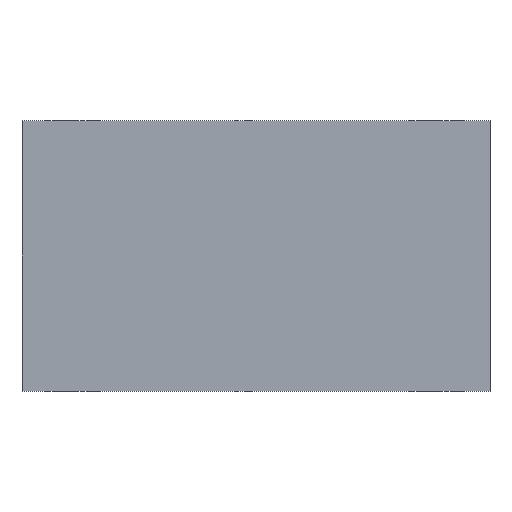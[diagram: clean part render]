
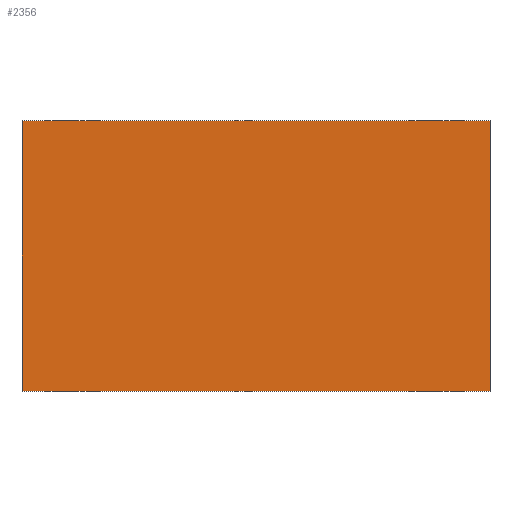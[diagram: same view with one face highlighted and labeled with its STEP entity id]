
A CAD part, front view. The second image highlights one B-rep face of the part: STEP entity #2356.
In plain terms, the highlighted planar face has unit normal (0, -1, 0).
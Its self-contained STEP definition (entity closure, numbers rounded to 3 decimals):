
#181=LINE('',#3524,#344);
#193=LINE('',#3565,#356);
#196=LINE('',#3858,#359);
#198=LINE('',#3867,#361);
#344=VECTOR('',#2816,1000.);
#356=VECTOR('',#2846,1000.);
#359=VECTOR('',#2897,1000.);
#361=VECTOR('',#2907,1000.);
#617=ORIENTED_EDGE('',*,*,#1277,.T.);
#618=ORIENTED_EDGE('',*,*,#1186,.F.);
#619=ORIENTED_EDGE('',*,*,#1272,.F.);
#620=ORIENTED_EDGE('',*,*,#1206,.T.);
#1186=EDGE_CURVE('',#1518,#1519,#181,.T.);
#1206=EDGE_CURVE('',#1539,#1538,#193,.T.);
#1272=EDGE_CURVE('',#1539,#1518,#196,.T.);
#1277=EDGE_CURVE('',#1538,#1519,#198,.T.);
#1518=VERTEX_POINT('',#3523);
#1519=VERTEX_POINT('',#3525);
#1538=VERTEX_POINT('',#3564);
#1539=VERTEX_POINT('',#3566);
#1865=EDGE_LOOP('',(#617,#618,#619,#620));
#2078=FACE_BOUND('',#1865,.T.);
#2266=PLANE('',#2556);
#2356=ADVANCED_FACE('',(#2078),#2266,.F.);
#2556=AXIS2_PLACEMENT_3D('',#3868,#2908,#2909);
#2816=DIRECTION('',(0.,0.,-1.));
#2846=DIRECTION('',(0.,0.,-1.));
#2897=DIRECTION('',(1.,0.,0.));
#2907=DIRECTION('',(1.,0.,0.));
#2908=DIRECTION('',(0.,1.,0.));
#2909=DIRECTION('',(0.,0.,1.));
#3523=CARTESIAN_POINT('',(22.5,0.,13.));
#3524=CARTESIAN_POINT('',(22.5,0.,13.));
#3525=CARTESIAN_POINT('',(22.5,0.,-13.));
#3564=CARTESIAN_POINT('',(-22.5,0.,-13.));
#3565=CARTESIAN_POINT('',(-22.5,0.,13.));
#3566=CARTESIAN_POINT('',(-22.5,0.,13.));
#3858=CARTESIAN_POINT('',(-22.5,0.,13.));
#3867=CARTESIAN_POINT('',(-22.5,0.,-13.));
#3868=CARTESIAN_POINT('',(-22.5,0.,13.));
